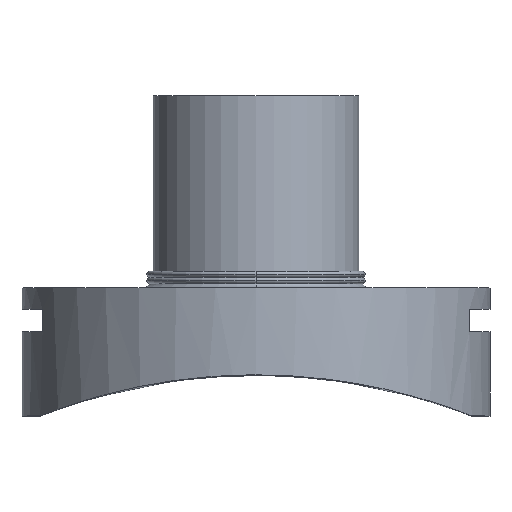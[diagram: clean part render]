
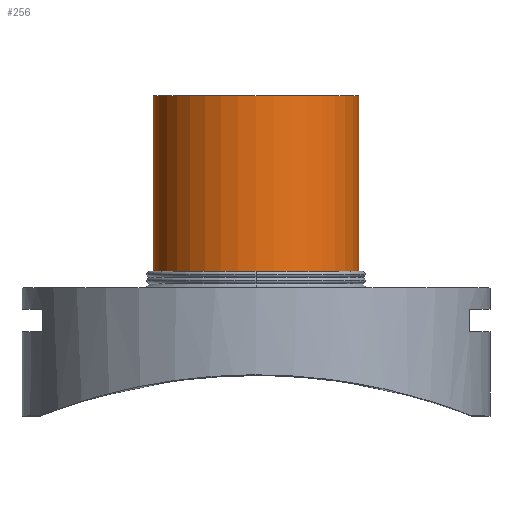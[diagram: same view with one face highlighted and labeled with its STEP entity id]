
A CAD part, top view. The second image highlights one B-rep face of the part: STEP entity #256.
In plain terms, the highlighted cylindrical face has radius 55 mm (diameter 110 mm), a partial arc.
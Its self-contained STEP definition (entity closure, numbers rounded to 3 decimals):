
#246 = VERTEX_POINT( '', #698 );
#256 = ADVANCED_FACE( '', ( #709 ), #710, .T. );
#318 = EDGE_CURVE( '', #474, #396, #778, .T. );
#336 = EDGE_CURVE( '', #584, #474, #796, .T. );
#350 = EDGE_CURVE( '', #396, #484, #816, .T. );
#396 = VERTEX_POINT( '', #870 );
#474 = VERTEX_POINT( '', #951 );
#484 = VERTEX_POINT( '', #962 );
#522 = EDGE_CURVE( '', #484, #246, #1006, .T. );
#584 = VERTEX_POINT( '', #1077 );
#594 = EDGE_CURVE( '', #246, #584, #1088, .T. );
#698 = CARTESIAN_POINT( '', ( -55., 171., 0. ) );
#709 = FACE_OUTER_BOUND( '', #1243, .T. );
#710 = CYLINDRICAL_SURFACE( '', #1244, 55. );
#778 = CIRCLE( '', #1401, 55. );
#796 = CIRCLE( '', #1426, 55. );
#816 = LINE( '', #1449, #1450 );
#870 = CARTESIAN_POINT( '', ( 55., 75.65, 0. ) );
#951 = CARTESIAN_POINT( '', ( 0., 75.65, 55. ) );
#962 = CARTESIAN_POINT( '', ( 55., 171., 0. ) );
#1006 = CIRCLE( '', #1750, 55. );
#1077 = CARTESIAN_POINT( '', ( -55., 75.65, 0. ) );
#1088 = LINE( '', #1952, #1953 );
#1243 = EDGE_LOOP( '', ( #2092, #2093, #2094, #2095, #2096 ) );
#1244 = AXIS2_PLACEMENT_3D( '', #2097, #2098, #2099 );
#1401 = AXIS2_PLACEMENT_3D( '', #2188, #2189, #2190 );
#1426 = AXIS2_PLACEMENT_3D( '', #2204, #2205, #2206 );
#1449 = CARTESIAN_POINT( '', ( 55., 123.033, 0. ) );
#1450 = VECTOR( '', #2230, 1. );
#1750 = AXIS2_PLACEMENT_3D( '', #2431, #2432, #2433 );
#1952 = CARTESIAN_POINT( '', ( -55., 123.033, 0. ) );
#1953 = VECTOR( '', #2570, 1. );
#2092 = ORIENTED_EDGE( '', *, *, #594, .T. );
#2093 = ORIENTED_EDGE( '', *, *, #336, .T. );
#2094 = ORIENTED_EDGE( '', *, *, #318, .T. );
#2095 = ORIENTED_EDGE( '', *, *, #350, .T. );
#2096 = ORIENTED_EDGE( '', *, *, #522, .T. );
#2097 = CARTESIAN_POINT( '', ( 0., 123.033, 0. ) );
#2098 = DIRECTION( '', ( 0., 1., 0. ) );
#2099 = DIRECTION( '', ( -1., 0., 0. ) );
#2188 = CARTESIAN_POINT( '', ( 0., 75.65, 0. ) );
#2189 = DIRECTION( '', ( 0., 1., 0. ) );
#2190 = DIRECTION( '', ( -1., 0., 0. ) );
#2204 = CARTESIAN_POINT( '', ( 0., 75.65, 0. ) );
#2205 = DIRECTION( '', ( 0., 1., 0. ) );
#2206 = DIRECTION( '', ( -1., 0., 0. ) );
#2230 = DIRECTION( '', ( 0., 1., 0. ) );
#2431 = CARTESIAN_POINT( '', ( 0., 171., 0. ) );
#2432 = DIRECTION( '', ( 0., -1., 0. ) );
#2433 = DIRECTION( '', ( -1., 0., 0. ) );
#2570 = DIRECTION( '', ( 0., -1., 0. ) );
